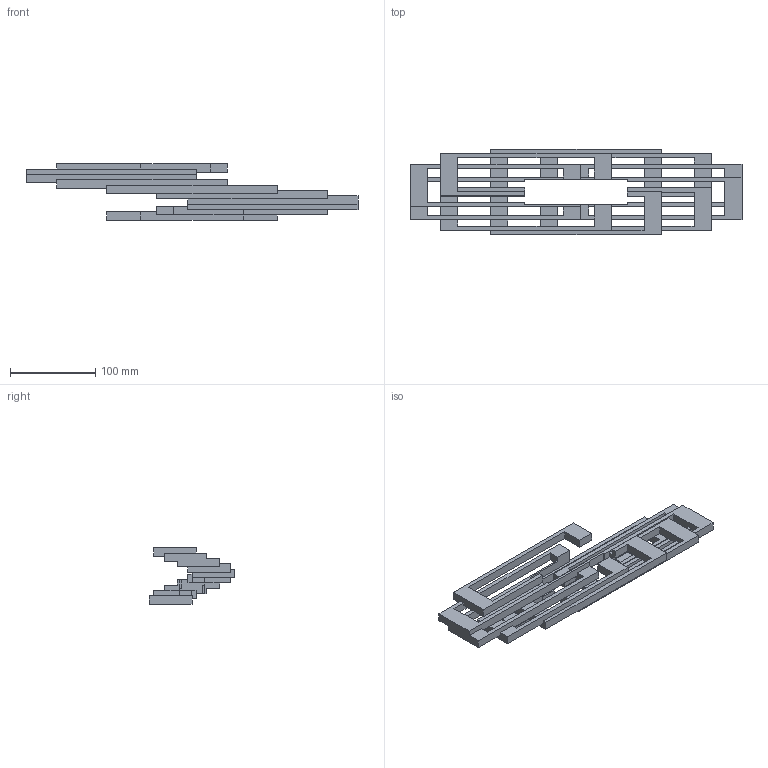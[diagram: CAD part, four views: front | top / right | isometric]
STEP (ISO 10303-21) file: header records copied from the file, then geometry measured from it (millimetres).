
FILE_DESCRIPTION(('Open CASCADE Model'),'2;1');
FILE_NAME('Open CASCADE Shape Model','2024-05-31T01:46:19',('Author'),( 'Open CASCADE'),'Open CASCADE STEP processor 7.7','Open CASCADE 7.7' ,'Unknown');
FILE_SCHEMA(('AUTOMOTIVE_DESIGN { 1 0 10303 214 1 1 1 1 }'));
Length unit declared in the file: millimetre
Products named in the file (1): Open CASCADE STEP translator 7.7 24
Bounding box: 390.21 x 100 x 66.55 mm (x, y, z)
Volume: 278221.9 mm3; surface area: 123426.2 mm2
Topology: 1 solids, 1 shells, 135 faces, 441 edges, 294 vertices
Faces by surface type: plane 135
Entity records: 10506 total; most frequent: CARTESIAN_POINT 1753, DIRECTION 1595, LINE 1323, VECTOR 1323, ORIENTED_EDGE 882, PCURVE 882, DEFINITIONAL_REPRESENTATION 882, EDGE_CURVE 441
